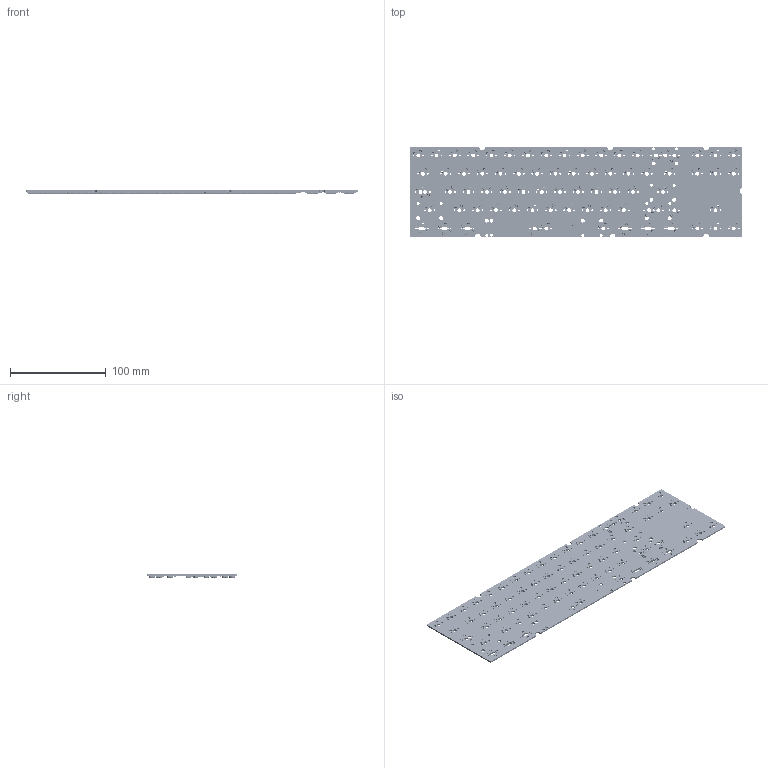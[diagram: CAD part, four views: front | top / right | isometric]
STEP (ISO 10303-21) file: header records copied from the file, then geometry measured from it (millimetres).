
FILE_DESCRIPTION(('KiCad electronic assembly'),'2;1');
FILE_NAME('cerberus_hs_20240925.step','2024-09-25T15:57:08',('Pcbnew'),( 'Kicad'),'Open CASCADE STEP processor 7.8','KiCad to STEP converter' ,'Unknown');
FILE_SCHEMA(('AUTOMOTIVE_DESIGN { 1 0 10303 214 1 1 1 1 }'));
Length unit declared in the file: millimetre
Products named in the file (24): cerberus_hs_20240925 1; MX-Hotswap-Socket; Kailh Socket v12; SW_SPDT_PCM12; Fusion_sp; C_0603_1608Metric; D_SOD-123F; D_SOD_123F; R_0603_1608Metric; SOT-23-5; SOT_23_5; LQFP-48_7x7mm_P0.5mm; LQFP_48_7x7mm_P05mm; Fuse_1206_3216Metric; SW_SPST_TL3342; 781710004; 1; CON_781710003; CON_781710003 v3; cerberus_hs_PCB
Assembly tree (187 placements, depth 3):
  cerberus_hs_20240925 1
    MX-Hotswap-Socket  x83
      Kailh Socket v12
    SW_SPDT_PCM12
      Fusion_sp
    C_0603_1608Metric  x9
      C_0603_1608Metric
    D_SOD-123F  x74
      D_SOD_123F
    R_0603_1608Metric
      R_0603_1608Metric
    SOT-23-5  x2
      SOT_23_5
    LQFP-48_7x7mm_P0.5mm
      LQFP_48_7x7mm_P05mm
    Fuse_1206_3216Metric
      Fuse_1206_3216Metric
    SW_SPST_TL3342
      SW_SPST_TL3342
    781710004
      1
    CON_781710003
      CON_781710003 v3
    cerberus_hs_PCB
Bounding box: 345.93 x 94.42 x 3.45 mm (x, y, z)
Volume: 56071.4 mm3; surface area: 90798.6 mm2
Topology: 176 solids, 177 shells, 24220 faces, 63891 edges, 40632 vertices
Faces by surface type: plane 14318, cylinder 7013, cone 1662, bspline 894, torus 333
Full cylindrical faces by diameter (mm): 0.3 x8, 0.4 x8, 0.5 x1, 0.8 x2, 0.9 x2, 1.75 x144, 2 x1, 2.9 x166, 3 x164, 3.048 x12, 3.988 x81
Entity records: 99119 total; most frequent: CARTESIAN_POINT 18969, ORIENTED_EDGE 14160, DIRECTION 13959, EDGE_CURVE 7080, LINE 5067, VECTOR 5067, VERTEX_POINT 4568, AXIS2_PLACEMENT_3D 4446
